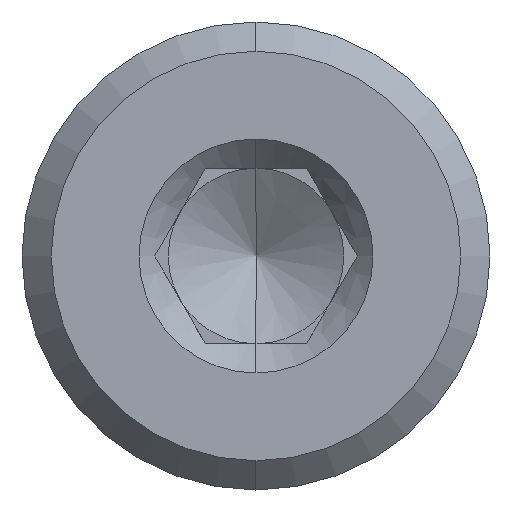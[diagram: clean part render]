
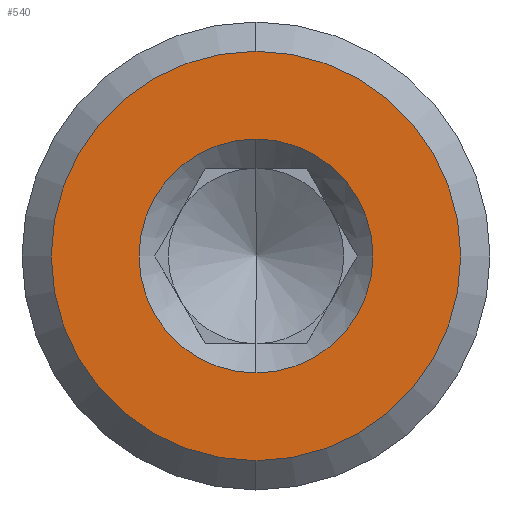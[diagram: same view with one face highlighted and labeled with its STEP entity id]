
A CAD part, left-side view. The second image highlights one B-rep face of the part: STEP entity #540.
In plain terms, the highlighted planar face has unit normal (-1, 0, 0).
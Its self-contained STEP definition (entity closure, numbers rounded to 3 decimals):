
#34 = AXIS2_PLACEMENT_3D ( 'NONE', #53, #718, #150 ) ;
#53 = CARTESIAN_POINT ( 'NONE',  ( -17.3, 0., 0. ) ) ;
#99 = DIRECTION ( 'NONE',  ( 0., 0., -1. ) ) ;
#150 = DIRECTION ( 'NONE',  ( 0., 0., -1. ) ) ;
#152 = CIRCLE ( 'NONE', #526, 2. ) ;
#207 = FACE_OUTER_BOUND ( 'NONE', #867, .T. ) ;
#259 = DIRECTION ( 'NONE',  ( 0., 0., -1. ) ) ;
#302 = CARTESIAN_POINT ( 'NONE',  ( -17.3, 0., 3.5 ) ) ;
#382 = DIRECTION ( 'NONE',  ( 1., 0., 0. ) ) ;
#402 = CIRCLE ( 'NONE', #822, 3.5 ) ;
#407 = ORIENTED_EDGE ( 'NONE', *, *, #1102, .T. ) ;
#499 = VERTEX_POINT ( 'NONE', #716 ) ;
#525 = DIRECTION ( 'NONE',  ( -1., 0., 0. ) ) ;
#526 = AXIS2_PLACEMENT_3D ( 'NONE', #958, #382, #99 ) ;
#539 = CARTESIAN_POINT ( 'NONE',  ( -17.3, 0., 0. ) ) ;
#540 = ADVANCED_FACE ( 'NONE', ( #1086, #207 ), #704, .T. ) ;
#558 = DIRECTION ( 'NONE',  ( 1., 0., 0. ) ) ;
#583 = CARTESIAN_POINT ( 'NONE',  ( -17.3, 0., 2. ) ) ;
#693 = AXIS2_PLACEMENT_3D ( 'NONE', #1087, #525, #1012 ) ;
#698 = CIRCLE ( 'NONE', #1159, 3.5 ) ;
#704 = PLANE ( 'NONE',  #693 ) ;
#710 = CARTESIAN_POINT ( 'NONE',  ( -17.3, 0., -2. ) ) ;
#716 = CARTESIAN_POINT ( 'NONE',  ( -17.3, 0., -3.5 ) ) ;
#718 = DIRECTION ( 'NONE',  ( 1., 0., 0. ) ) ;
#722 = EDGE_LOOP ( 'NONE', ( #933, #407 ) ) ;
#724 = CARTESIAN_POINT ( 'NONE',  ( -17.3, 0., 0. ) ) ;
#760 = CIRCLE ( 'NONE', #34, 2. ) ;
#769 = VERTEX_POINT ( 'NONE', #302 ) ;
#822 = AXIS2_PLACEMENT_3D ( 'NONE', #539, #558, #259 ) ;
#831 = ORIENTED_EDGE ( 'NONE', *, *, #1011, .F. ) ;
#867 = EDGE_LOOP ( 'NONE', ( #1036, #831 ) ) ;
#884 = VERTEX_POINT ( 'NONE', #710 ) ;
#904 = EDGE_CURVE ( 'NONE', #1058, #884, #760, .T. ) ;
#933 = ORIENTED_EDGE ( 'NONE', *, *, #904, .T. ) ;
#958 = CARTESIAN_POINT ( 'NONE',  ( -17.3, 0., 0. ) ) ;
#1011 = EDGE_CURVE ( 'NONE', #769, #499, #698, .T. ) ;
#1012 = DIRECTION ( 'NONE',  ( 0., 0., 1. ) ) ;
#1031 = EDGE_CURVE ( 'NONE', #499, #769, #402, .T. ) ;
#1036 = ORIENTED_EDGE ( 'NONE', *, *, #1031, .F. ) ;
#1058 = VERTEX_POINT ( 'NONE', #583 ) ;
#1086 = FACE_BOUND ( 'NONE', #722, .T. ) ;
#1087 = CARTESIAN_POINT ( 'NONE',  ( -17.3, 3.5, 0. ) ) ;
#1100 = DIRECTION ( 'NONE',  ( 1., 0., 0. ) ) ;
#1102 = EDGE_CURVE ( 'NONE', #884, #1058, #152, .T. ) ;
#1159 = AXIS2_PLACEMENT_3D ( 'NONE', #724, #1100, #1212 ) ;
#1212 = DIRECTION ( 'NONE',  ( 0., 0., -1. ) ) ;
